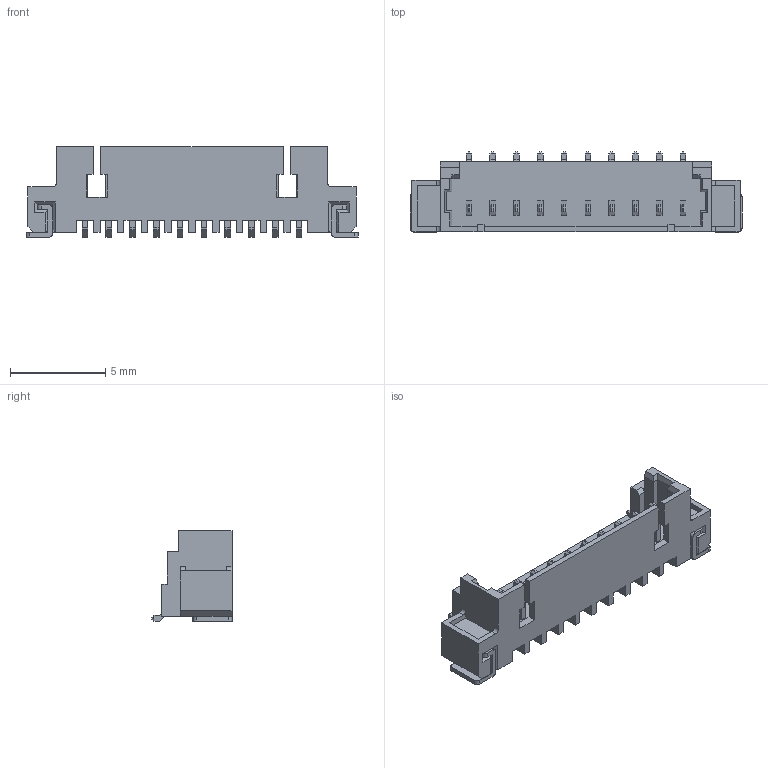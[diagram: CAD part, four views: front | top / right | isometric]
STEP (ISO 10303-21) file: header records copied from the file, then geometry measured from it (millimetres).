
FILE_DESCRIPTION(/* description */ ('Unknown'),/* implementation_level */ '2;1');
FILE_NAME(/* name */ 'J_Wurth_WR-WTB_653110124022',/* time_stamp */ '2025-06-03T13:28:38+08:00',/* author */ ('Unknown'),/* organization */ ('Unknown'),/* preprocessor_version */ 'ST-DEVELOPER v19.4',/* originating_system */ 'Solid Edge',/* authorisation */ 'Unknown');
FILE_SCHEMA (('AUTOMOTIVE_DESIGN {1 0 10303 214 3 1 1}'));
Length unit declared in the file: millimetre
Products named in the file (2): J_Wurth_WR-WTB_653110124022
Assembly tree (1 placements, depth 2):
  J_Wurth_WR-WTB_653110124022
    J_Wurth_WR-WTB_653110124022
Bounding box: 17.45 x 4.21 x 4.75 mm (x, y, z)
Volume: 103.9 mm3; surface area: 506.1 mm2
Topology: 13 solids, 13 shells, 485 faces, 1315 edges, 856 vertices
Faces by surface type: plane 469, cylinder 16
Entity records: 15035 total; most frequent: CARTESIAN_POINT 2658, ORIENTED_EDGE 2630, DIRECTION 2321, EDGE_CURVE 1315, LINE 1283, VECTOR 1283, VERTEX_POINT 856, AXIS2_PLACEMENT_3D 519
